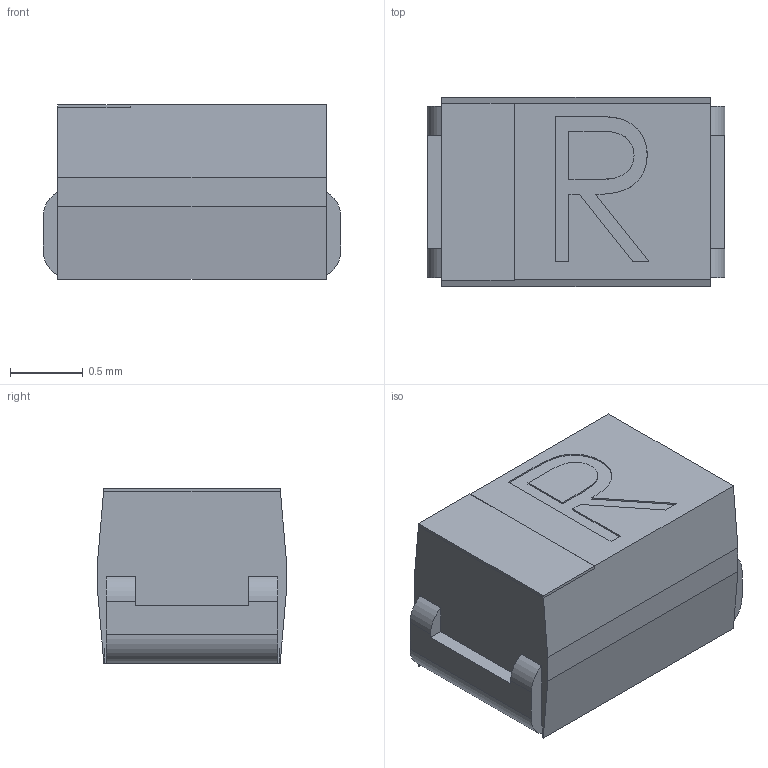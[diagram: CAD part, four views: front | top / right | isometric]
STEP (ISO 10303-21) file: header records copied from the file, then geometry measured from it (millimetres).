
FILE_DESCRIPTION (( 'STEP AP214' ), '1' );
FILE_NAME ('TAJ-R.STEP', '2008-07-11T11:42:48', ( 'j' ), ( '' ), 'SwSTEP 2.0', 'SolidWorks 2004231', '' );
FILE_SCHEMA (( 'AUTOMOTIVE_DESIGN' ));
Length unit declared in the file: millimetre
Products named in the file (1): TAJ-R
Bounding box: 2.05 x 1.3 x 1.2 mm (x, y, z)
Volume: 2.9 mm3; surface area: 14.6 mm2
Topology: 2 solids, 2 shells, 66 faces, 180 edges, 120 vertices
Faces by surface type: plane 55, cylinder 6, bspline 5
Entity records: 2747 total; most frequent: CARTESIAN_POINT 874, ORIENTED_EDGE 360, DIRECTION 306, EDGE_CURVE 180, LINE 158, VECTOR 158, VERTEX_POINT 120, AXIS2_PLACEMENT_3D 74
